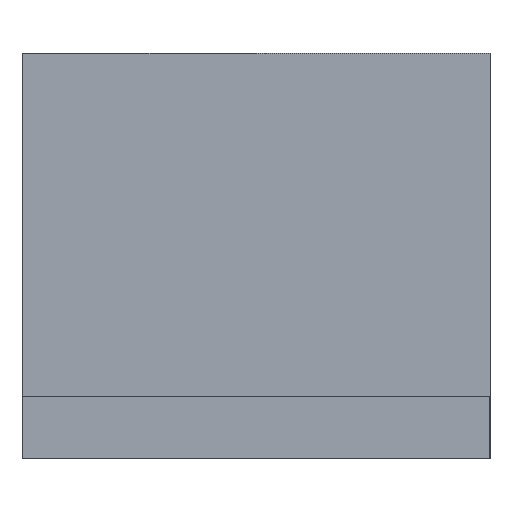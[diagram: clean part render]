
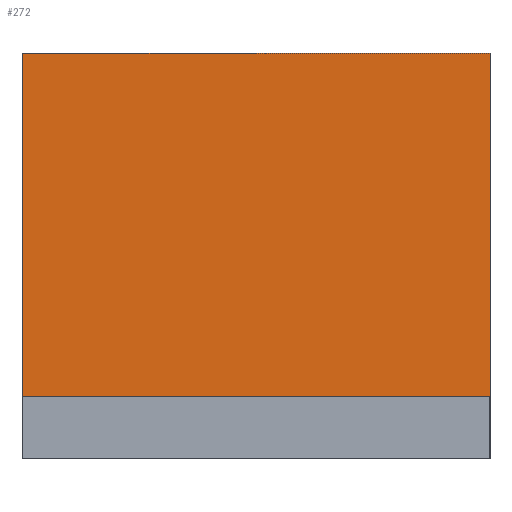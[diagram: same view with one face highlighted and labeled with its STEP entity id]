
A CAD part, left-side view. The second image highlights one B-rep face of the part: STEP entity #272.
In plain terms, the highlighted planar face has unit normal (-1, 0, 0).
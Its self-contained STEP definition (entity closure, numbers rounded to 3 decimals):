
#26=PLANE('',#308);
#40=FACE_OUTER_BOUND('',#58,.T.);
#58=EDGE_LOOP('',(#239,#240,#241,#242));
#75=LINE('',#424,#103);
#82=LINE('',#443,#110);
#86=LINE('',#455,#114);
#87=LINE('',#456,#115);
#103=VECTOR('',#345,10.);
#110=VECTOR('',#364,10.);
#114=VECTOR('',#378,10.);
#115=VECTOR('',#379,10.);
#135=VERTEX_POINT('',#414);
#139=VERTEX_POINT('',#422);
#145=VERTEX_POINT('',#442);
#148=VERTEX_POINT('',#454);
#167=EDGE_CURVE('',#135,#139,#75,.T.);
#176=EDGE_CURVE('',#145,#139,#82,.T.);
#182=EDGE_CURVE('',#145,#148,#86,.T.);
#183=EDGE_CURVE('',#148,#135,#87,.T.);
#239=ORIENTED_EDGE('',*,*,#182,.T.);
#240=ORIENTED_EDGE('',*,*,#183,.T.);
#241=ORIENTED_EDGE('',*,*,#167,.T.);
#242=ORIENTED_EDGE('',*,*,#176,.F.);
#272=ADVANCED_FACE('',(#40),#26,.T.);
#308=AXIS2_PLACEMENT_3D('',#453,#376,#377);
#345=DIRECTION('',(0.,0.,-1.));
#364=DIRECTION('',(0.,1.,0.));
#376=DIRECTION('center_axis',(-1.,0.,0.));
#377=DIRECTION('ref_axis',(0.,0.,1.));
#378=DIRECTION('',(0.,0.,1.));
#379=DIRECTION('',(0.,1.,0.));
#414=CARTESIAN_POINT('',(8.,15.,13.));
#422=CARTESIAN_POINT('',(8.,15.,2.));
#424=CARTESIAN_POINT('',(8.,15.,13.));
#442=CARTESIAN_POINT('',(8.,0.,2.));
#443=CARTESIAN_POINT('',(8.,0.,2.));
#453=CARTESIAN_POINT('Origin',(8.,0.,2.));
#454=CARTESIAN_POINT('',(8.,0.,13.));
#455=CARTESIAN_POINT('',(8.,0.,13.));
#456=CARTESIAN_POINT('',(8.,0.,13.));
